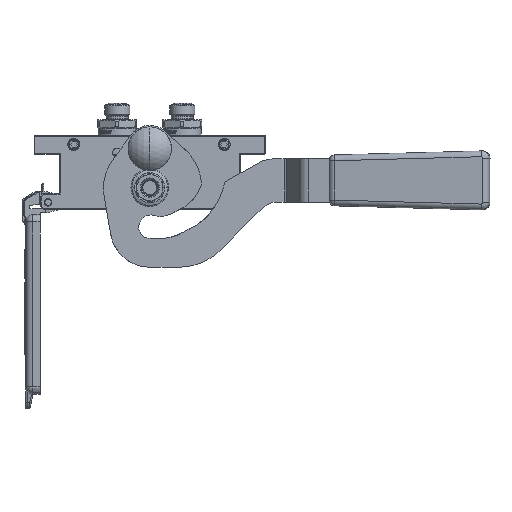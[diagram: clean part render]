
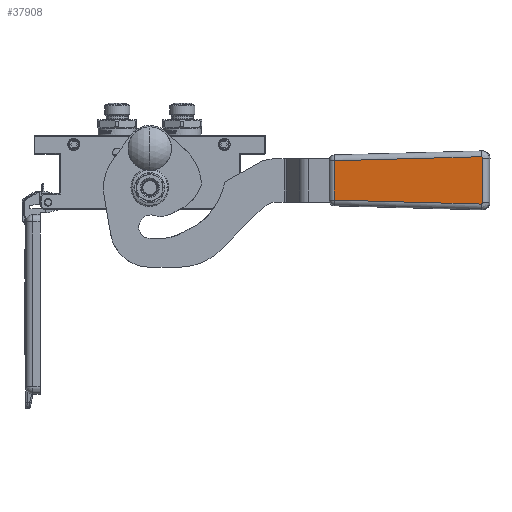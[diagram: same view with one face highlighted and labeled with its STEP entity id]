
A CAD part, front view. The second image highlights one B-rep face of the part: STEP entity #37908.
In plain terms, the highlighted face is planar.
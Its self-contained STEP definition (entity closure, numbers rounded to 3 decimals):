
#4279 = B_SPLINE_CURVE_WITH_KNOTS ( 'NONE', 3,
 ( #93549, #27173, #41162, #19975, #12796, #11838, #79232, #19032, #11514, #71077, #49001 ),
 .UNSPECIFIED., .F., .F.,
 ( 4, 1, 1, 1, 1, 1, 1, 1, 4 ),
 ( 0., 0.125, 0.25, 0.375, 0.5, 0.625, 0.75, 0.875, 1. ),
 .UNSPECIFIED. ) ;
#9649 = CARTESIAN_POINT ( 'NONE',  ( -15.363, 0.055, -4.054 ) ) ;
#9989 = ORIENTED_EDGE ( 'NONE', *, *, #52755, .F. ) ;
#10995 = DIRECTION ( 'NONE',  ( -0.027, -0.014, 1. ) ) ;
#11514 = CARTESIAN_POINT ( 'NONE',  ( -15.562, 0.055, -4.067 ) ) ;
#11838 = CARTESIAN_POINT ( 'NONE',  ( -16.084, 0.059, -4.352 ) ) ;
#12796 = CARTESIAN_POINT ( 'NONE',  ( -16.209, 0.061, -4.509 ) ) ;
#14266 = CARTESIAN_POINT ( 'NONE',  ( 16.209, 0.061, -4.509 ) ) ;
#14274 = CARTESIAN_POINT ( 'NONE',  ( 16.363, 0.069, -5.081 ) ) ;
#15278 = CARTESIAN_POINT ( 'NONE',  ( 16.301, 0.063, -4.688 ) ) ;
#17132 = DIRECTION ( 'NONE',  ( -1., 0., 0. ) ) ;
#17566 = LINE ( 'NONE', #18512, #22218 ) ;
#17602 = ORIENTED_EDGE ( 'NONE', *, *, #59557, .F. ) ;
#18512 = CARTESIAN_POINT ( 'NONE',  ( -15.363, 0.055, -4.054 ) ) ;
#19032 = CARTESIAN_POINT ( 'NONE',  ( -15.754, 0.056, -4.127 ) ) ;
#19187 = DIRECTION ( 'NONE',  ( 0., 1., 0.014 ) ) ;
#19675 = VERTEX_POINT ( 'NONE', #96084 ) ;
#19975 = CARTESIAN_POINT ( 'NONE',  ( -16.301, 0.063, -4.688 ) ) ;
#20173 = CARTESIAN_POINT ( 'NONE',  ( 15.754, 0.056, -4.127 ) ) ;
#22218 = VECTOR ( 'NONE', #69307, 1000. ) ;
#23810 = B_SPLINE_CURVE_WITH_KNOTS ( 'NONE', 3,
 ( #43286, #88153, #64787, #20173, #79748, #65104, #14266, #15278, #37788, #81692, #51741 ),
 .UNSPECIFIED., .F., .F.,
 ( 4, 1, 1, 1, 1, 1, 1, 1, 4 ),
 ( 0., 0.125, 0.25, 0.375, 0.5, 0.625, 0.75, 0.875, 1. ),
 .UNSPECIFIED. ) ;
#24393 = CARTESIAN_POINT ( 'NONE',  ( -13.607, 1.447, -107.054 ) ) ;
#26724 = AXIS2_PLACEMENT_3D ( 'NONE', #48191, #19187, #34537 ) ;
#27082 = CARTESIAN_POINT ( 'NONE',  ( 15.363, 0.055, -4.054 ) ) ;
#27173 = CARTESIAN_POINT ( 'NONE',  ( -16.364, 0.068, -5.014 ) ) ;
#27588 = LINE ( 'NONE', #53905, #92747 ) ;
#32289 = ORIENTED_EDGE ( 'NONE', *, *, #65688, .F. ) ;
#33895 = VERTEX_POINT ( 'NONE', #24393 ) ;
#34537 = DIRECTION ( 'NONE',  ( 0., -0.014, 1. ) ) ;
#36909 = EDGE_CURVE ( 'NONE', #52214, #62278, #23810, .T. ) ;
#37788 = CARTESIAN_POINT ( 'NONE',  ( 16.355, 0.066, -4.882 ) ) ;
#37908 = ADVANCED_FACE ( 'NONE', ( #41861 ), #78756, .F. ) ;
#38043 = VECTOR ( 'NONE', #10995, 1000. ) ;
#41162 = CARTESIAN_POINT ( 'NONE',  ( -16.355, 0.066, -4.882 ) ) ;
#41458 = EDGE_LOOP ( 'NONE', ( #32289, #75788, #64171, #9989, #91303, #17602 ) ) ;
#41788 = CARTESIAN_POINT ( 'NONE',  ( 16.363, 0.069, -5.081 ) ) ;
#41861 = FACE_OUTER_BOUND ( 'NONE', #41458, .T. ) ;
#42399 = VERTEX_POINT ( 'NONE', #9649 ) ;
#43286 = CARTESIAN_POINT ( 'NONE',  ( 15.363, 0.055, -4.054 ) ) ;
#46411 = VECTOR ( 'NONE', #93833, 1000. ) ;
#48191 = CARTESIAN_POINT ( 'NONE',  ( 50., 1.5, -111. ) ) ;
#49001 = CARTESIAN_POINT ( 'NONE',  ( -15.363, 0.055, -4.054 ) ) ;
#51741 = CARTESIAN_POINT ( 'NONE',  ( 16.363, 0.069, -5.081 ) ) ;
#52214 = VERTEX_POINT ( 'NONE', #27082 ) ;
#52755 = EDGE_CURVE ( 'NONE', #42399, #52214, #17566, .T. ) ;
#53905 = CARTESIAN_POINT ( 'NONE',  ( 13.607, 1.447, -107.054 ) ) ;
#55611 = CARTESIAN_POINT ( 'NONE',  ( -13.607, 1.447, -107.054 ) ) ;
#58536 = EDGE_CURVE ( 'NONE', #19675, #42399, #4279, .T. ) ;
#59557 = EDGE_CURVE ( 'NONE', #33895, #19675, #85688, .T. ) ;
#62278 = VERTEX_POINT ( 'NONE', #14274 ) ;
#64171 = ORIENTED_EDGE ( 'NONE', *, *, #36909, .F. ) ;
#64787 = CARTESIAN_POINT ( 'NONE',  ( 15.562, 0.055, -4.067 ) ) ;
#65104 = CARTESIAN_POINT ( 'NONE',  ( 16.084, 0.059, -4.352 ) ) ;
#65688 = EDGE_CURVE ( 'NONE', #87136, #33895, #27588, .T. ) ;
#66176 = LINE ( 'NONE', #41788, #46411 ) ;
#69307 = DIRECTION ( 'NONE',  ( 1., 0., 0. ) ) ;
#71077 = CARTESIAN_POINT ( 'NONE',  ( -15.43, 0.055, -4.054 ) ) ;
#71940 = EDGE_CURVE ( 'NONE', #62278, #87136, #66176, .T. ) ;
#75788 = ORIENTED_EDGE ( 'NONE', *, *, #71940, .F. ) ;
#78756 = PLANE ( 'NONE',  #26724 ) ;
#78785 = CARTESIAN_POINT ( 'NONE',  ( 13.607, 1.447, -107.054 ) ) ;
#79232 = CARTESIAN_POINT ( 'NONE',  ( -15.931, 0.057, -4.223 ) ) ;
#79748 = CARTESIAN_POINT ( 'NONE',  ( 15.931, 0.057, -4.223 ) ) ;
#81692 = CARTESIAN_POINT ( 'NONE',  ( 16.364, 0.068, -5.014 ) ) ;
#85688 = LINE ( 'NONE', #55611, #38043 ) ;
#87136 = VERTEX_POINT ( 'NONE', #78785 ) ;
#88153 = CARTESIAN_POINT ( 'NONE',  ( 15.43, 0.055, -4.054 ) ) ;
#91303 = ORIENTED_EDGE ( 'NONE', *, *, #58536, .F. ) ;
#92747 = VECTOR ( 'NONE', #17132, 1000. ) ;
#93549 = CARTESIAN_POINT ( 'NONE',  ( -16.363, 0.069, -5.081 ) ) ;
#93833 = DIRECTION ( 'NONE',  ( -0.027, 0.014, -1. ) ) ;
#96084 = CARTESIAN_POINT ( 'NONE',  ( -16.363, 0.069, -5.081 ) ) ;
